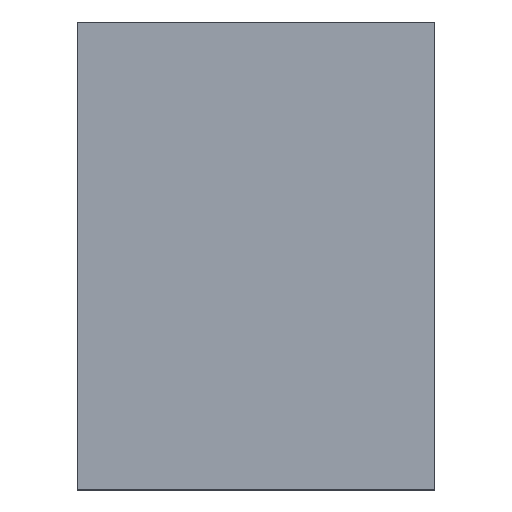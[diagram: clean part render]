
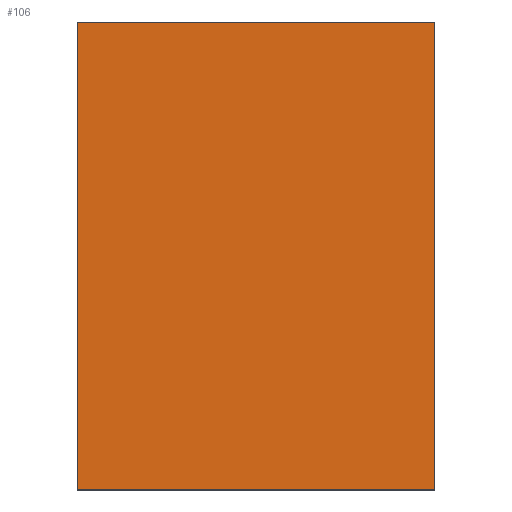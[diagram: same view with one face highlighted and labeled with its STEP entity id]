
A CAD part, top view. The second image highlights one B-rep face of the part: STEP entity #106.
In plain terms, the highlighted planar face has unit normal (0, 0, 1).
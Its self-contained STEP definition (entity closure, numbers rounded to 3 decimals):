
#20=FACE_OUTER_BOUND('',#26,.T.);
#26=EDGE_LOOP('',(#91,#92,#93,#94));
#32=LINE('',#167,#44);
#35=LINE('',#172,#47);
#37=LINE('',#176,#49);
#38=LINE('',#178,#50);
#44=VECTOR('',#138,10.);
#47=VECTOR('',#143,10.);
#49=VECTOR('',#147,10.);
#50=VECTOR('',#150,10.);
#55=VERTEX_POINT('',#164);
#56=VERTEX_POINT('',#166);
#57=VERTEX_POINT('',#170);
#58=VERTEX_POINT('',#174);
#64=EDGE_CURVE('',#56,#55,#32,.T.);
#67=EDGE_CURVE('',#55,#57,#35,.T.);
#69=EDGE_CURVE('',#57,#58,#37,.T.);
#70=EDGE_CURVE('',#58,#56,#38,.T.);
#91=ORIENTED_EDGE('',*,*,#67,.T.);
#92=ORIENTED_EDGE('',*,*,#69,.T.);
#93=ORIENTED_EDGE('',*,*,#70,.T.);
#94=ORIENTED_EDGE('',*,*,#64,.T.);
#100=PLANE('',#126);
#106=ADVANCED_FACE('',(#20),#100,.T.);
#126=AXIS2_PLACEMENT_3D('',#179,#151,#152);
#138=DIRECTION('',(1.,0.,0.));
#143=DIRECTION('',(0.,1.,0.));
#147=DIRECTION('',(-1.,0.,0.));
#150=DIRECTION('',(0.,-1.,0.));
#151=DIRECTION('center_axis',(0.,0.,1.));
#152=DIRECTION('ref_axis',(1.,0.,0.));
#164=CARTESIAN_POINT('',(341.235,-168.609,37.5));
#166=CARTESIAN_POINT('',(276.235,-168.609,37.5));
#167=CARTESIAN_POINT('',(276.235,-168.609,37.5));
#170=CARTESIAN_POINT('',(341.235,-83.609,37.5));
#172=CARTESIAN_POINT('',(341.235,-168.609,37.5));
#174=CARTESIAN_POINT('',(276.235,-83.609,37.5));
#176=CARTESIAN_POINT('',(341.235,-83.609,37.5));
#178=CARTESIAN_POINT('',(276.235,-83.609,37.5));
#179=CARTESIAN_POINT('Origin',(39.921,-172.374,37.5));
